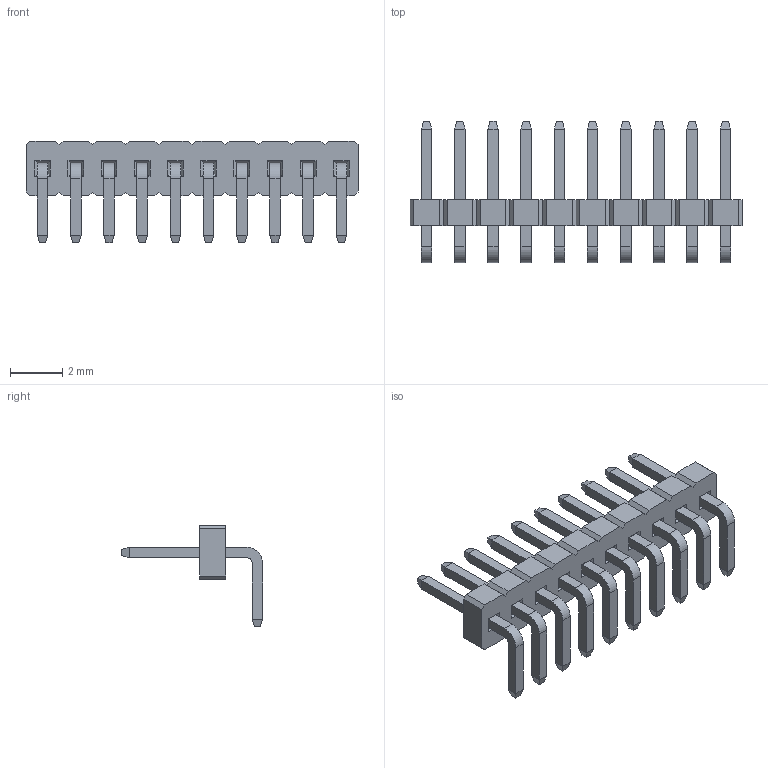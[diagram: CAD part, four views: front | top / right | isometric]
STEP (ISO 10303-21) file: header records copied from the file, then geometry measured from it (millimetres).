
FILE_DESCRIPTION( ('This file contains a STEP AP42 implementation' ,'as created by ZW3D STEP Interface translator.') ,'2;1' );
FILE_NAME( '1310-11XXXXR078XXXX.stp' ,'23 315. 84214', (''), ('ZWCAD Software Co.'), 'Version 1.0', 'ZW3D to STEP translator', '' );
FILE_SCHEMA(('AUTOMOTIVE_DESIGN { 1 0 10303 214 1 1 1 1 }'));
Length unit declared in the file: millimetre
Products named in the file (2): 0; 1310-1110XXR078XXXX
Bounding box: 12.7 x 5.4 x 3.9 mm (x, y, z)
Volume: 36.8 mm3; surface area: 221.3 mm2
Topology: 11 solids, 11 shells, 324 faces, 786 edges, 484 vertices
Faces by surface type: plane 304, cylinder 20
Entity records: 9531 total; most frequent: CARTESIAN_POINT 1595, ORIENTED_EDGE 1572, DIRECTION 1476, EDGE_CURVE 786, VECTOR 746, LINE 746, VERTEX_POINT 484, AXIS2_PLACEMENT_3D 365
